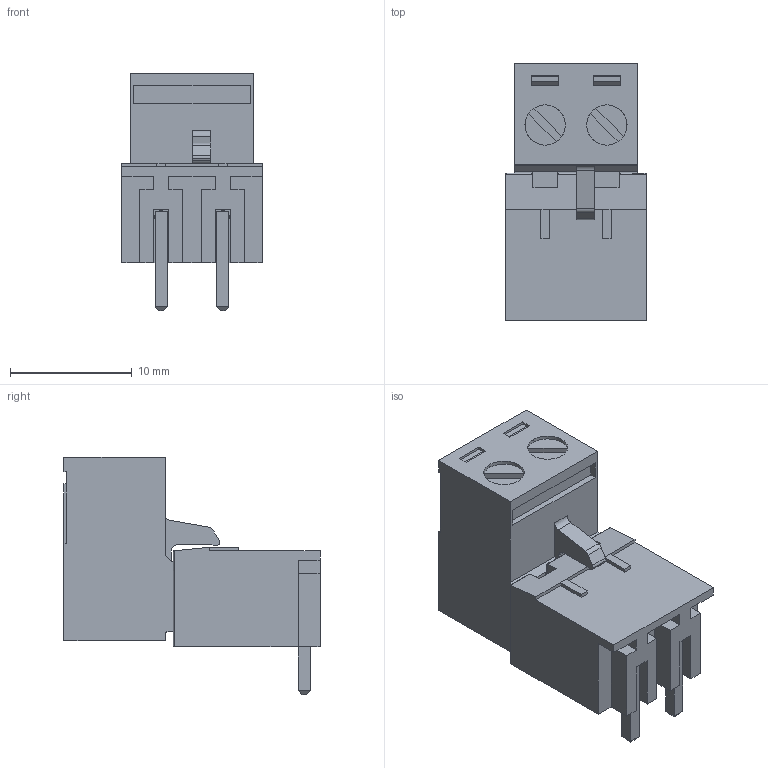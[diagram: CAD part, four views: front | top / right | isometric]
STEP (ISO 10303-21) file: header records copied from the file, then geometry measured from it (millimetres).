
FILE_DESCRIPTION (( 'STEP AP203' ), '1' );
FILE_NAME ('2EDG-5.08-02P.STEP', '2016-08-30T20:52:06', ( '' ), ( '' ), 'SwSTEP 2.0', 'SolidWorks 2014', '' );
FILE_SCHEMA (( 'CONFIG_CONTROL_DESIGN' ));
Length unit declared in the file: millimetre
Products named in the file (3): 2EDG-5.08-02P; 2EGDK-5.08-02P; 2EDGVC-5.08-02P
Assembly tree (2 placements, depth 2):
  2EDG-5.08-02P
    2EDGVC-5.08-02P
    2EGDK-5.08-02P
Bounding box: 11.56 x 21.08 x 19.56 mm (x, y, z)
Volume: 2182.4 mm3; surface area: 2463.9 mm2
Topology: 2 solids, 2 shells, 340 faces, 891 edges, 572 vertices
Faces by surface type: plane 263, cylinder 65, bspline 6, cone 4, torus 2
Entity records: 10812 total; most frequent: CARTESIAN_POINT 2160, ORIENTED_EDGE 1782, DIRECTION 1657, EDGE_CURVE 891, LINE 735, VECTOR 735, VERTEX_POINT 572, AXIS2_PLACEMENT_3D 461
